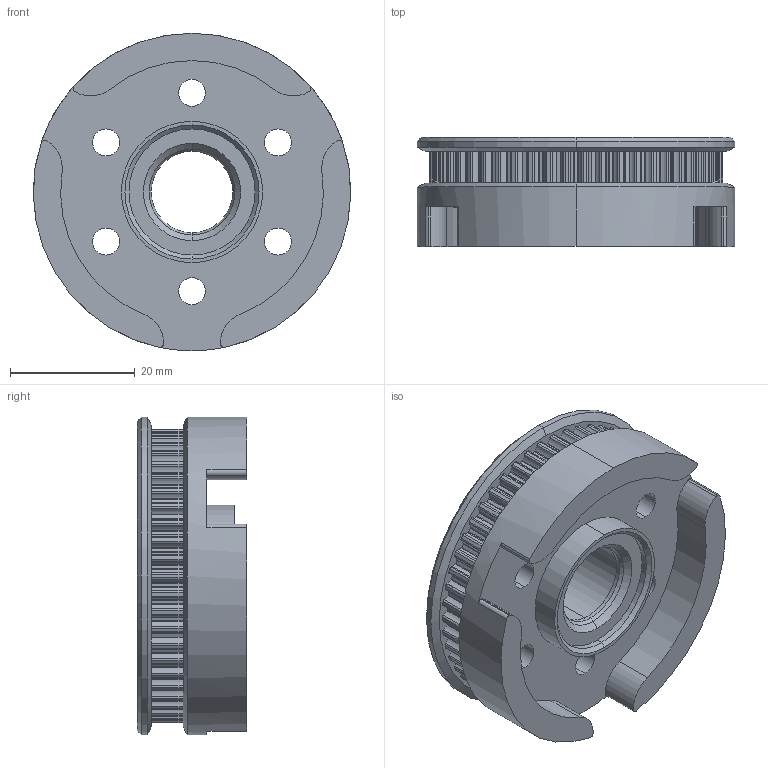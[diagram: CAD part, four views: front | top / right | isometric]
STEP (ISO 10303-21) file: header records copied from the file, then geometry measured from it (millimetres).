
FILE_DESCRIPTION (( 'STEP AP214' ), '1' );
FILE_NAME ('50T weapon pully One Tooth.STEP', '2022-09-09T20:53:24', ( '' ), ( '' ), 'SwSTEP 2.0', 'SolidWorks 2021', '' );
FILE_SCHEMA (( 'AUTOMOTIVE_DESIGN' ));
Length unit declared in the file: inch
Products named in the file (1): 50T weapon pully One Tooth
Bounding box: 50.8 x 17.48 x 50.8 mm (x, y, z)
Volume: 19263.6 mm3; surface area: 10362.9 mm2
Topology: 1 solids, 1 shells, 554 faces, 1608 edges, 1068 vertices
Faces by surface type: cylinder 489, plane 53, cone 12
Entity records: 18920 total; most frequent: DIRECTION 3714, CARTESIAN_POINT 3231, ORIENTED_EDGE 3216, EDGE_CURVE 1608, AXIS2_PLACEMENT_3D 1551, VERTEX_POINT 1068, CIRCLE 996, LINE 612
